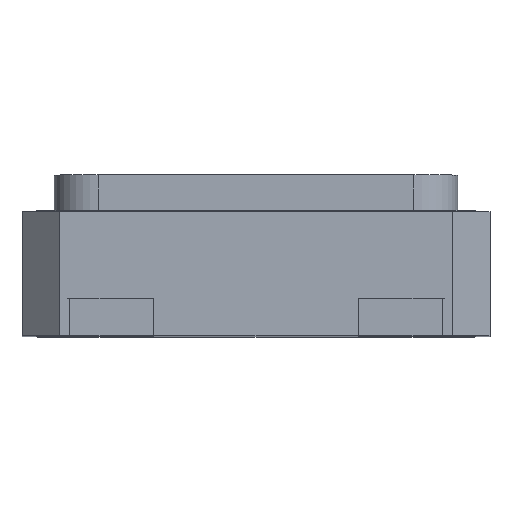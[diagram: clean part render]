
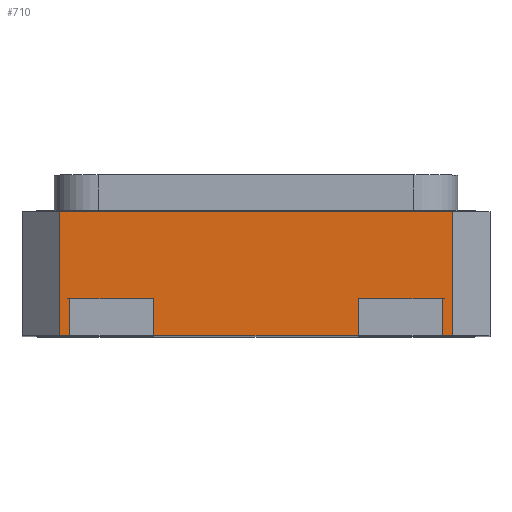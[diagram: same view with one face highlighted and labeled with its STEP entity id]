
A CAD part, top view. The second image highlights one B-rep face of the part: STEP entity #710.
In plain terms, the highlighted planar face has unit normal (0, 0, 1).
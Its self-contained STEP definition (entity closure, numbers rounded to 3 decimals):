
#30 = DIRECTION ( 'NONE',  ( 1., 0., 0. ) ) ;
#31 = DIRECTION ( 'NONE',  ( 1., 0., 0. ) ) ;
#56 = PLANE ( 'NONE',  #2275 ) ;
#59 = EDGE_CURVE ( 'NONE', #1030, #1621, #2374, .T. ) ;
#134 = CARTESIAN_POINT ( 'NONE',  ( 0.7, 0.254, 2.5 ) ) ;
#150 = LINE ( 'NONE', #1002, #2274 ) ;
#155 = VECTOR ( 'NONE', #354, 1000. ) ;
#170 = ORIENTED_EDGE ( 'NONE', *, *, #1782, .T. ) ;
#235 = ORIENTED_EDGE ( 'NONE', *, *, #59, .F. ) ;
#293 = CARTESIAN_POINT ( 'NONE',  ( -0.7, 0.254, 2.5 ) ) ;
#303 = ORIENTED_EDGE ( 'NONE', *, *, #1321, .T. ) ;
#317 = VECTOR ( 'NONE', #2326, 1000. ) ;
#319 = DIRECTION ( 'NONE',  ( 0., -1., 0. ) ) ;
#336 = EDGE_CURVE ( 'NONE', #646, #1725, #1627, .T. ) ;
#337 = CARTESIAN_POINT ( 'NONE',  ( 1.274, 0.254, 2.5 ) ) ;
#354 = DIRECTION ( 'NONE',  ( 0., -1., 0. ) ) ;
#407 = DIRECTION ( 'NONE',  ( -1., 0., 0. ) ) ;
#411 = VERTEX_POINT ( 'NONE', #1484 ) ;
#448 = LINE ( 'NONE', #2082, #1397 ) ;
#465 = VERTEX_POINT ( 'NONE', #541 ) ;
#469 = LINE ( 'NONE', #1975, #1128 ) ;
#519 = CARTESIAN_POINT ( 'NONE',  ( -1.274, 0.254, 2.5 ) ) ;
#541 = CARTESIAN_POINT ( 'NONE',  ( -1.274, 0.254, 2.5 ) ) ;
#545 = CARTESIAN_POINT ( 'NONE',  ( 1.346, 0.85, 2.5 ) ) ;
#583 = CARTESIAN_POINT ( 'NONE',  ( 1.346, 0., 2.5 ) ) ;
#628 = VECTOR ( 'NONE', #30, 1000. ) ;
#646 = VERTEX_POINT ( 'NONE', #1014 ) ;
#664 = LINE ( 'NONE', #1501, #155 ) ;
#668 = VERTEX_POINT ( 'NONE', #1949 ) ;
#706 = CARTESIAN_POINT ( 'NONE',  ( 1.274, 0.254, 2.5 ) ) ;
#710 = ADVANCED_FACE ( 'NONE', ( #712 ), #56, .F. ) ;
#712 = FACE_OUTER_BOUND ( 'NONE', #2163, .T. ) ;
#720 = LINE ( 'NONE', #1735, #628 ) ;
#803 = LINE ( 'NONE', #848, #2300 ) ;
#841 = LINE ( 'NONE', #706, #1165 ) ;
#848 = CARTESIAN_POINT ( 'NONE',  ( 1.346, 0.85, 2.5 ) ) ;
#871 = DIRECTION ( 'NONE',  ( 1., 0., 0. ) ) ;
#895 = DIRECTION ( 'NONE',  ( 0., -1., 0. ) ) ;
#908 = ORIENTED_EDGE ( 'NONE', *, *, #1489, .T. ) ;
#969 = EDGE_CURVE ( 'NONE', #1225, #465, #1990, .T. ) ;
#972 = ORIENTED_EDGE ( 'NONE', *, *, #2030, .F. ) ;
#1002 = CARTESIAN_POINT ( 'NONE',  ( 0.7, 0.254, 2.5 ) ) ;
#1014 = CARTESIAN_POINT ( 'NONE',  ( -1.346, 0.85, 2.5 ) ) ;
#1021 = VECTOR ( 'NONE', #2222, 1000. ) ;
#1030 = VERTEX_POINT ( 'NONE', #1740 ) ;
#1043 = DIRECTION ( 'NONE',  ( 1., 0., 0. ) ) ;
#1059 = ORIENTED_EDGE ( 'NONE', *, *, #2379, .T. ) ;
#1095 = VECTOR ( 'NONE', #1043, 1000. ) ;
#1119 = ORIENTED_EDGE ( 'NONE', *, *, #969, .F. ) ;
#1123 = ORIENTED_EDGE ( 'NONE', *, *, #1815, .F. ) ;
#1128 = VECTOR ( 'NONE', #871, 1000. ) ;
#1136 = ORIENTED_EDGE ( 'NONE', *, *, #336, .T. ) ;
#1140 = LINE ( 'NONE', #519, #1021 ) ;
#1145 = CARTESIAN_POINT ( 'NONE',  ( -0.7, 0.254, 2.5 ) ) ;
#1153 = DIRECTION ( 'NONE',  ( -1., 0., 0. ) ) ;
#1165 = VECTOR ( 'NONE', #895, 1000. ) ;
#1215 = ORIENTED_EDGE ( 'NONE', *, *, #1313, .T. ) ;
#1225 = VERTEX_POINT ( 'NONE', #293 ) ;
#1256 = EDGE_CURVE ( 'NONE', #465, #2231, #1140, .T. ) ;
#1308 = CARTESIAN_POINT ( 'NONE',  ( -1.274, 0., 2.5 ) ) ;
#1313 = EDGE_CURVE ( 'NONE', #1375, #411, #841, .T. ) ;
#1321 = EDGE_CURVE ( 'NONE', #1225, #668, #664, .T. ) ;
#1352 = DIRECTION ( 'NONE',  ( 0., 0., -1. ) ) ;
#1372 = CARTESIAN_POINT ( 'NONE',  ( 0.7, 0., 2.5 ) ) ;
#1375 = VERTEX_POINT ( 'NONE', #337 ) ;
#1397 = VECTOR ( 'NONE', #31, 1000. ) ;
#1408 = VERTEX_POINT ( 'NONE', #545 ) ;
#1484 = CARTESIAN_POINT ( 'NONE',  ( 1.274, 0., 2.5 ) ) ;
#1489 = EDGE_CURVE ( 'NONE', #411, #1603, #448, .T. ) ;
#1501 = CARTESIAN_POINT ( 'NONE',  ( -0.7, 0.254, 2.5 ) ) ;
#1546 = VECTOR ( 'NONE', #319, 1000. ) ;
#1547 = CARTESIAN_POINT ( 'NONE',  ( -1.346, 0.85, 2.5 ) ) ;
#1603 = VERTEX_POINT ( 'NONE', #583 ) ;
#1621 = VERTEX_POINT ( 'NONE', #1372 ) ;
#1625 = LINE ( 'NONE', #2350, #1095 ) ;
#1627 = LINE ( 'NONE', #2010, #317 ) ;
#1712 = DIRECTION ( 'NONE',  ( -1., 0., 0. ) ) ;
#1725 = VERTEX_POINT ( 'NONE', #1914 ) ;
#1735 = CARTESIAN_POINT ( 'NONE',  ( -1.346, 0., 2.5 ) ) ;
#1740 = CARTESIAN_POINT ( 'NONE',  ( 0.7, 0.254, 2.5 ) ) ;
#1782 = EDGE_CURVE ( 'NONE', #668, #1621, #1625, .T. ) ;
#1815 = EDGE_CURVE ( 'NONE', #646, #1408, #469, .T. ) ;
#1914 = CARTESIAN_POINT ( 'NONE',  ( -1.346, 0., 2.5 ) ) ;
#1949 = CARTESIAN_POINT ( 'NONE',  ( -0.7, 0., 2.5 ) ) ;
#1975 = CARTESIAN_POINT ( 'NONE',  ( -1.346, 0.85, 2.5 ) ) ;
#1990 = LINE ( 'NONE', #1145, #2320 ) ;
#2010 = CARTESIAN_POINT ( 'NONE',  ( -1.346, 0.85, 2.5 ) ) ;
#2030 = EDGE_CURVE ( 'NONE', #1408, #1603, #803, .T. ) ;
#2082 = CARTESIAN_POINT ( 'NONE',  ( -1.346, 0., 2.5 ) ) ;
#2096 = ORIENTED_EDGE ( 'NONE', *, *, #2406, .F. ) ;
#2163 = EDGE_LOOP ( 'NONE', ( #170, #235, #2096, #1215, #908, #972, #1123, #1136, #1059, #2250, #1119, #303 ) ) ;
#2210 = DIRECTION ( 'NONE',  ( 0., -1., 0. ) ) ;
#2222 = DIRECTION ( 'NONE',  ( 0., -1., 0. ) ) ;
#2231 = VERTEX_POINT ( 'NONE', #1308 ) ;
#2250 = ORIENTED_EDGE ( 'NONE', *, *, #1256, .F. ) ;
#2274 = VECTOR ( 'NONE', #1712, 1000. ) ;
#2275 = AXIS2_PLACEMENT_3D ( 'NONE', #1547, #1352, #407 ) ;
#2300 = VECTOR ( 'NONE', #2210, 1000. ) ;
#2320 = VECTOR ( 'NONE', #1153, 1000. ) ;
#2326 = DIRECTION ( 'NONE',  ( 0., -1., 0. ) ) ;
#2350 = CARTESIAN_POINT ( 'NONE',  ( -1.346, 0., 2.5 ) ) ;
#2374 = LINE ( 'NONE', #134, #1546 ) ;
#2379 = EDGE_CURVE ( 'NONE', #1725, #2231, #720, .T. ) ;
#2406 = EDGE_CURVE ( 'NONE', #1375, #1030, #150, .T. ) ;
